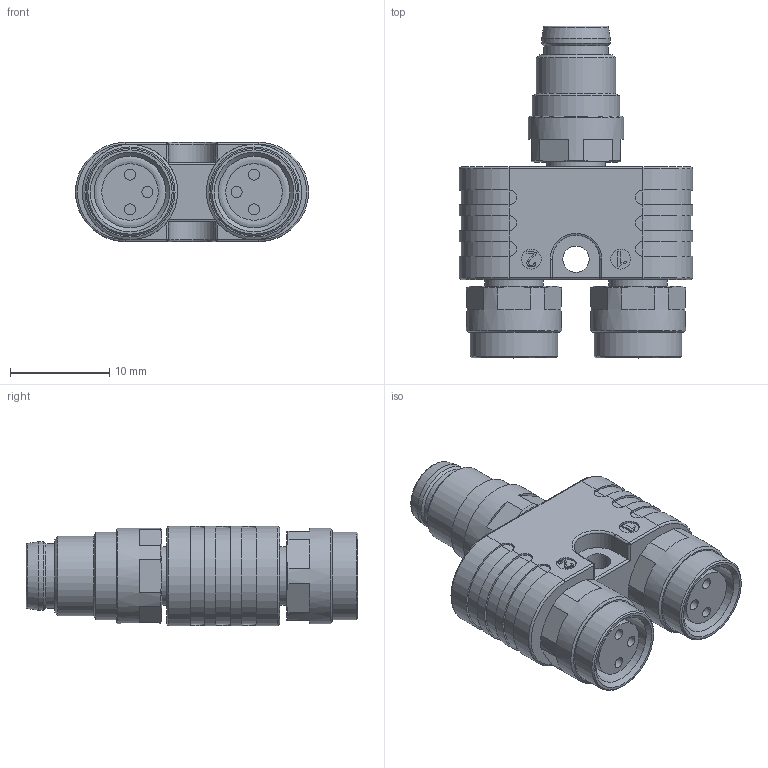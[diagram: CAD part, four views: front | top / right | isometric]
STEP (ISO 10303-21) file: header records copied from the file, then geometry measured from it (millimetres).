
FILE_DESCRIPTION(/* description */ (''),/* implementation_level */ '2;1');
FILE_NAME(/* name */ 'assy1.stp',/* time_stamp */ '2019-11-04T10:12:14+01:00',/* author */ ('ESCHA GmbH & Co. KG'),/* organization */ ('ESCHA GmbH & Co. KG'),/* preprocessor_version */ 'ST-DEVELOPER v16',/* originating_system */ 'SIEMENS PLM Software NX 10.0',/* authorisation */ '');
FILE_SCHEMA (('AUTOMOTIVE_DESIGN { 1 0 10303 214 3 1 1 1 }'));
Length unit declared in the file: millimetre
Products named in the file (1): assy1
Bounding box: 23.5 x 33.45 x 10 mm (x, y, z)
Volume: 3750.5 mm3; surface area: 2754.5 mm2
Topology: 1 solids, 1 shells, 266 faces, 637 edges, 396 vertices
Faces by surface type: plane 115, cylinder 76, cone 29, extrusion 28, torus 10, sphere 8
Full cylindrical faces by diameter (mm): 1 x4, 1.1 x6, 2 x4, 2.65 x1, 5.7 x2, 5.8 x1, 5.9 x3, 6.5 x1, 6.9 x1, 7.2 x2, 8 x1, 8.8 x3, 9.6 x3
Entity records: 7458 total; most frequent: CARTESIAN_POINT 1753, DIRECTION 1148, ORIENTED_EDGE 1108, EDGE_CURVE 554, AXIS2_PLACEMENT_3D 455, VERTEX_POINT 368, EDGE_LOOP 346, ADVANCED_FACE 266
